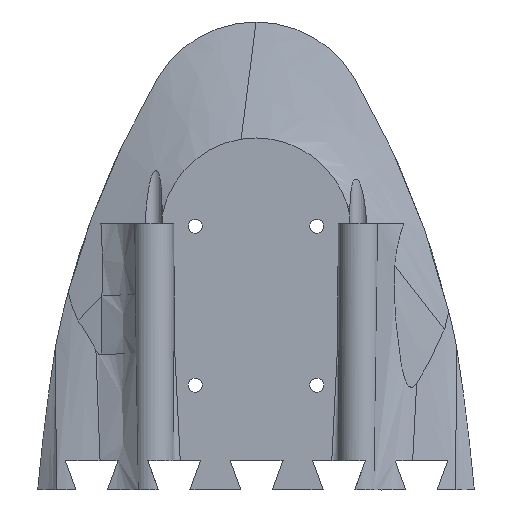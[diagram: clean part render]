
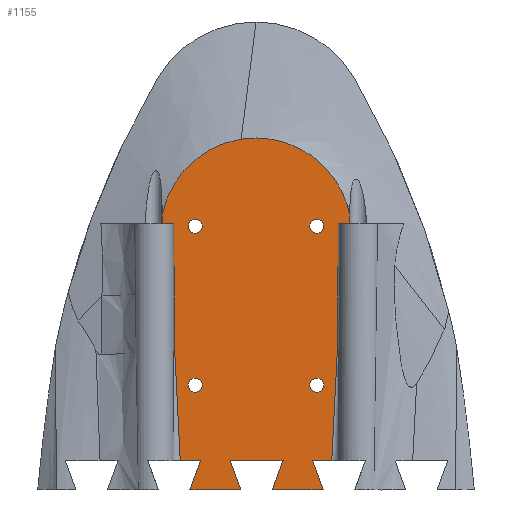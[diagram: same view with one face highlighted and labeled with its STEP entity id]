
A CAD part, front view. The second image highlights one B-rep face of the part: STEP entity #1155.
In plain terms, the highlighted planar face has unit normal (0, -1, 0).
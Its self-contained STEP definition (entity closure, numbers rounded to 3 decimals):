
#52=FACE_BOUND('',#200,.T.);
#53=FACE_BOUND('',#201,.T.);
#54=FACE_BOUND('',#202,.T.);
#55=FACE_BOUND('',#203,.T.);
#85=CIRCLE('',#1264,32.5);
#86=CIRCLE('',#1265,32.5);
#87=CIRCLE('',#1266,2.381);
#88=CIRCLE('',#1267,2.381);
#89=CIRCLE('',#1268,2.381);
#90=CIRCLE('',#1269,2.381);
#135=FACE_OUTER_BOUND('',#199,.T.);
#199=EDGE_LOOP('',(#916,#917,#918,#919,#920,#921,#922,#923,#924,#925,#926,
#927,#928,#929,#930,#931,#932,#933));
#200=EDGE_LOOP('',(#934));
#201=EDGE_LOOP('',(#935));
#202=EDGE_LOOP('',(#936));
#203=EDGE_LOOP('',(#937));
#258=B_SPLINE_CURVE_WITH_KNOTS('',3,(#2204,#2205,#2206,#2207,#2208,#2209),
 .UNSPECIFIED.,.F.,.F.,(4,1,1,4),(-8.052,-5.751,-3.451,
0.),.UNSPECIFIED.);
#259=B_SPLINE_CURVE_WITH_KNOTS('',3,(#2212,#2213,#2214,#2215,#2216,#2217),
 .UNSPECIFIED.,.F.,.F.,(4,1,1,4),(0.,3.451,5.751,
8.052),.UNSPECIFIED.);
#260=B_SPLINE_CURVE_WITH_KNOTS('',3,(#2223,#2224,#2225,#2226),
 .UNSPECIFIED.,.F.,.F.,(4,4),(0.,0.054),.UNSPECIFIED.);
#289=LINE('',#1619,#370);
#292=LINE('',#1625,#373);
#295=LINE('',#1631,#376);
#298=LINE('',#1637,#379);
#301=LINE('',#1643,#382);
#307=LINE('',#1666,#388);
#310=LINE('',#1672,#391);
#319=LINE('',#1722,#400);
#333=LINE('',#1968,#414);
#340=LINE('',#2219,#421);
#341=LINE('',#2221,#422);
#342=LINE('',#2232,#423);
#343=LINE('',#2233,#424);
#370=VECTOR('',#1317,10.);
#373=VECTOR('',#1322,10.);
#376=VECTOR('',#1327,10.);
#379=VECTOR('',#1332,10.);
#382=VECTOR('',#1337,10.);
#388=VECTOR('',#1347,10.);
#391=VECTOR('',#1352,10.);
#400=VECTOR('',#1369,10.);
#414=VECTOR('',#1429,10.);
#421=VECTOR('',#1474,10.);
#422=VECTOR('',#1475,10.);
#423=VECTOR('',#1480,10.);
#424=VECTOR('',#1481,10.);
#453=VERTEX_POINT('',#1616);
#454=VERTEX_POINT('',#1618);
#456=VERTEX_POINT('',#1624);
#458=VERTEX_POINT('',#1630);
#460=VERTEX_POINT('',#1636);
#462=VERTEX_POINT('',#1642);
#469=VERTEX_POINT('',#1665);
#471=VERTEX_POINT('',#1671);
#480=VERTEX_POINT('',#1721);
#502=VERTEX_POINT('',#1909);
#523=VERTEX_POINT('',#2149);
#526=VERTEX_POINT('',#2211);
#527=VERTEX_POINT('',#2218);
#528=VERTEX_POINT('',#2220);
#529=VERTEX_POINT('',#2222);
#530=VERTEX_POINT('',#2227);
#531=VERTEX_POINT('',#2229);
#532=VERTEX_POINT('',#2231);
#533=VERTEX_POINT('',#2234);
#534=VERTEX_POINT('',#2236);
#535=VERTEX_POINT('',#2238);
#536=VERTEX_POINT('',#2240);
#571=EDGE_CURVE('',#454,#453,#289,.T.);
#574=EDGE_CURVE('',#456,#454,#292,.T.);
#577=EDGE_CURVE('',#458,#456,#295,.T.);
#580=EDGE_CURVE('',#460,#458,#298,.T.);
#583=EDGE_CURVE('',#462,#460,#301,.T.);
#591=EDGE_CURVE('',#469,#462,#307,.T.);
#594=EDGE_CURVE('',#471,#469,#310,.T.);
#607=EDGE_CURVE('',#480,#471,#319,.T.);
#641=EDGE_CURVE('',#453,#502,#333,.T.);
#673=EDGE_CURVE('',#480,#523,#258,.T.);
#674=EDGE_CURVE('',#526,#502,#259,.T.);
#675=EDGE_CURVE('',#526,#527,#340,.T.);
#676=EDGE_CURVE('',#527,#528,#341,.T.);
#677=EDGE_CURVE('',#529,#528,#260,.T.);
#678=EDGE_CURVE('',#530,#529,#85,.T.);
#679=EDGE_CURVE('',#531,#530,#86,.T.);
#680=EDGE_CURVE('',#531,#532,#342,.T.);
#681=EDGE_CURVE('',#532,#523,#343,.T.);
#682=EDGE_CURVE('',#533,#533,#87,.T.);
#683=EDGE_CURVE('',#534,#534,#88,.T.);
#684=EDGE_CURVE('',#535,#535,#89,.T.);
#685=EDGE_CURVE('',#536,#536,#90,.T.);
#916=ORIENTED_EDGE('',*,*,#641,.T.);
#917=ORIENTED_EDGE('',*,*,#674,.F.);
#918=ORIENTED_EDGE('',*,*,#675,.T.);
#919=ORIENTED_EDGE('',*,*,#676,.T.);
#920=ORIENTED_EDGE('',*,*,#677,.F.);
#921=ORIENTED_EDGE('',*,*,#678,.F.);
#922=ORIENTED_EDGE('',*,*,#679,.F.);
#923=ORIENTED_EDGE('',*,*,#680,.T.);
#924=ORIENTED_EDGE('',*,*,#681,.T.);
#925=ORIENTED_EDGE('',*,*,#673,.F.);
#926=ORIENTED_EDGE('',*,*,#607,.T.);
#927=ORIENTED_EDGE('',*,*,#594,.T.);
#928=ORIENTED_EDGE('',*,*,#591,.T.);
#929=ORIENTED_EDGE('',*,*,#583,.T.);
#930=ORIENTED_EDGE('',*,*,#580,.T.);
#931=ORIENTED_EDGE('',*,*,#577,.T.);
#932=ORIENTED_EDGE('',*,*,#574,.T.);
#933=ORIENTED_EDGE('',*,*,#571,.T.);
#934=ORIENTED_EDGE('',*,*,#682,.T.);
#935=ORIENTED_EDGE('',*,*,#683,.T.);
#936=ORIENTED_EDGE('',*,*,#684,.T.);
#937=ORIENTED_EDGE('',*,*,#685,.T.);
#1122=PLANE('',#1263);
#1155=ADVANCED_FACE('',(#135,#52,#53,#54,#55),#1122,.F.);
#1263=AXIS2_PLACEMENT_3D('',#2210,#1472,#1473);
#1264=AXIS2_PLACEMENT_3D('',#2228,#1476,#1477);
#1265=AXIS2_PLACEMENT_3D('',#2230,#1478,#1479);
#1266=AXIS2_PLACEMENT_3D('',#2235,#1482,#1483);
#1267=AXIS2_PLACEMENT_3D('',#2237,#1484,#1485);
#1268=AXIS2_PLACEMENT_3D('',#2239,#1486,#1487);
#1269=AXIS2_PLACEMENT_3D('',#2241,#1488,#1489);
#1317=DIRECTION('',(-0.342,0.,0.94));
#1322=DIRECTION('',(1.,0.,0.));
#1327=DIRECTION('',(-0.342,0.,-0.94));
#1332=DIRECTION('',(1.,0.,0.));
#1337=DIRECTION('',(-0.342,0.,0.94));
#1347=DIRECTION('',(1.,0.,0.));
#1352=DIRECTION('',(-0.342,0.,-0.94));
#1369=DIRECTION('',(1.,0.,0.));
#1429=DIRECTION('',(1.,0.,0.));
#1472=DIRECTION('center_axis',(0.,1.,0.));
#1473=DIRECTION('ref_axis',(0.,0.,1.));
#1474=DIRECTION('',(1.,0.,0.));
#1475=DIRECTION('',(0.,0.,1.));
#1476=DIRECTION('center_axis',(0.,1.,0.));
#1477=DIRECTION('ref_axis',(1.,0.,0.));
#1478=DIRECTION('center_axis',(0.,1.,0.));
#1479=DIRECTION('ref_axis',(1.,0.,0.));
#1480=DIRECTION('',(0.,0.,-1.));
#1481=DIRECTION('',(1.,0.,0.));
#1482=DIRECTION('center_axis',(0.,1.,0.));
#1483=DIRECTION('ref_axis',(1.,0.,0.));
#1484=DIRECTION('center_axis',(0.,1.,0.));
#1485=DIRECTION('ref_axis',(1.,0.,0.));
#1486=DIRECTION('center_axis',(0.,1.,0.));
#1487=DIRECTION('ref_axis',(1.,0.,0.));
#1488=DIRECTION('center_axis',(0.,1.,0.));
#1489=DIRECTION('ref_axis',(1.,0.,0.));
#1616=CARTESIAN_POINT('',(18.797,-8.,139.483));
#1618=CARTESIAN_POINT('',(22.437,-8.,129.483));
#1619=CARTESIAN_POINT('',(62.853,-8.,18.439));
#1624=CARTESIAN_POINT('',(5.157,-8.,129.483));
#1625=CARTESIAN_POINT('',(11.023,-8.,129.483));
#1630=CARTESIAN_POINT('',(8.797,-8.,139.483));
#1631=CARTESIAN_POINT('',(-38.739,-8.,8.879));
#1636=CARTESIAN_POINT('',(-9.203,-8.,139.483));
#1637=CARTESIAN_POINT('',(4.203,-8.,139.483));
#1642=CARTESIAN_POINT('',(-5.563,-8.,129.483));
#1643=CARTESIAN_POINT('',(36.491,-8.,13.94));
#1665=CARTESIAN_POINT('',(-22.843,-8.,129.483));
#1666=CARTESIAN_POINT('',(-2.977,-8.,129.483));
#1671=CARTESIAN_POINT('',(-19.203,-8.,139.483));
#1672=CARTESIAN_POINT('',(-65.101,-8.,13.379));
#1721=CARTESIAN_POINT('',(-26.139,-8.,139.483));
#1722=CARTESIAN_POINT('',(-9.797,-8.,139.483));
#1909=CARTESIAN_POINT('',(25.357,-8.,139.483));
#1968=CARTESIAN_POINT('',(18.203,-8.,139.483));
#2149=CARTESIAN_POINT('',(-28.391,-8.,220.));
#2204=CARTESIAN_POINT('Ctrl Pts',(-26.139,-8.,139.483));
#2205=CARTESIAN_POINT('Ctrl Pts',(-26.699,-8.,147.151));
#2206=CARTESIAN_POINT('Ctrl Pts',(-27.594,-8.,162.488));
#2207=CARTESIAN_POINT('Ctrl Pts',(-28.383,-8.,189.327));
#2208=CARTESIAN_POINT('Ctrl Pts',(-28.391,-8.,208.498));
#2209=CARTESIAN_POINT('Ctrl Pts',(-28.391,-8.,220.));
#2210=CARTESIAN_POINT('Origin',(-0.392,-8.,-141.659));
#2211=CARTESIAN_POINT('',(27.609,-8.,220.));
#2212=CARTESIAN_POINT('Ctrl Pts',(27.609,-8.,220.));
#2213=CARTESIAN_POINT('Ctrl Pts',(27.609,-8.,208.498));
#2214=CARTESIAN_POINT('Ctrl Pts',(27.601,-8.,189.327));
#2215=CARTESIAN_POINT('Ctrl Pts',(26.812,-8.,162.488));
#2216=CARTESIAN_POINT('Ctrl Pts',(25.917,-8.,147.151));
#2217=CARTESIAN_POINT('Ctrl Pts',(25.357,-8.,139.483));
#2218=CARTESIAN_POINT('',(31.484,-8.,220.));
#2219=CARTESIAN_POINT('',(17.109,-8.,220.));
#2220=CARTESIAN_POINT('',(31.484,-8.,222.919));
#2221=CARTESIAN_POINT('',(31.484,-8.,220.));
#2222=CARTESIAN_POINT('',(30.528,-8.,226.588));
#2223=CARTESIAN_POINT('Ctrl Pts',(30.528,-8.,226.588));
#2224=CARTESIAN_POINT('Ctrl Pts',(30.918,-8.,225.385));
#2225=CARTESIAN_POINT('Ctrl Pts',(31.237,-8.,224.159));
#2226=CARTESIAN_POINT('Ctrl Pts',(31.484,-8.,222.919));
#2227=CARTESIAN_POINT('',(-5.46,-8.,248.677));
#2228=CARTESIAN_POINT('Origin',(-0.391,-8.,216.575));
#2229=CARTESIAN_POINT('',(-32.266,-8.,222.917));
#2230=CARTESIAN_POINT('Origin',(-0.391,-8.,216.575));
#2231=CARTESIAN_POINT('',(-32.266,-8.,220.));
#2232=CARTESIAN_POINT('',(-32.266,-8.,220.));
#2233=CARTESIAN_POINT('',(-17.891,-8.,220.));
#2234=CARTESIAN_POINT('',(-23.41,-8.,165.1));
#2235=CARTESIAN_POINT('Origin',(-21.028,-8.,165.1));
#2236=CARTESIAN_POINT('',(17.865,-8.,165.1));
#2237=CARTESIAN_POINT('Origin',(20.247,-8.,165.1));
#2238=CARTESIAN_POINT('',(17.865,-8.,219.075));
#2239=CARTESIAN_POINT('Origin',(20.247,-8.,219.075));
#2240=CARTESIAN_POINT('',(-23.41,-8.,219.075));
#2241=CARTESIAN_POINT('Origin',(-21.028,-8.,219.075));
